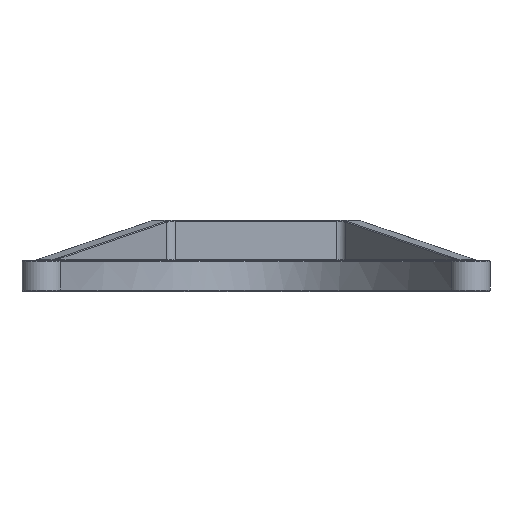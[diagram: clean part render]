
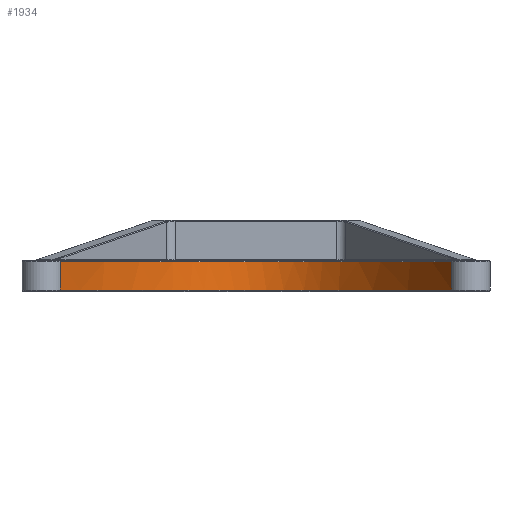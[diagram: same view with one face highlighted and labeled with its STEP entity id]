
A CAD part, top view. The second image highlights one B-rep face of the part: STEP entity #1934.
In plain terms, the highlighted free-form (B-spline) face has degree [2, 1] with [3, 2] control points.
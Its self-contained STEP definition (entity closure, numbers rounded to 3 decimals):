
#75=B_SPLINE_SURFACE_WITH_KNOTS('',2,1,((#4313,#4314),(#4315,#4316),(#4317,
#4318)),.UNSPECIFIED.,.F.,.F.,.F.,(3,3),(2,2),(1.,2.),(0.,1.5),
 .UNSPECIFIED.);
#99=B_SPLINE_CURVE_WITH_KNOTS('',3,(#4042,#4043,#4044,#4045,#4046,#4047,
#4048,#4049,#4050,#4051,#4052,#4053,#4054,#4055,#4056,#4057),
 .UNSPECIFIED.,.F.,.F.,(4,1,1,1,1,1,1,1,1,1,1,1,1,4),(0.,
3.896,5.844,7.792,10.389,11.687,
12.986,14.284,15.583,16.882,19.479,
20.777,23.375,27.27),.UNSPECIFIED.);
#102=B_SPLINE_CURVE_WITH_KNOTS('',3,(#4293,#4294,#4295,#4296,#4297,#4298,
#4299,#4300,#4301,#4302,#4303,#4304,#4305,#4306,#4307,#4308,#4309),
 .UNSPECIFIED.,.F.,.F.,(4,1,1,1,1,1,1,1,1,1,1,1,1,1,4),(-27.27,
-23.375,-20.777,-19.479,-16.882,-15.583,
-14.284,-12.986,-11.687,-10.389,
-9.09,-7.792,-5.844,-3.896,
0.),.UNSPECIFIED.);
#264=FACE_OUTER_BOUND('',#405,.T.);
#405=EDGE_LOOP('',(#1716,#1717,#1718,#1719));
#499=LINE('',#4085,#592);
#501=LINE('',#4312,#594);
#592=VECTOR('',#2810,10.);
#594=VECTOR('',#2836,10.);
#901=VERTEX_POINT('',#3825);
#906=VERTEX_POINT('',#3959);
#910=VERTEX_POINT('',#4084);
#912=VERTEX_POINT('',#4205);
#1171=EDGE_CURVE('',#906,#901,#99,.T.);
#1177=EDGE_CURVE('',#910,#901,#499,.T.);
#1187=EDGE_CURVE('',#910,#912,#102,.T.);
#1189=EDGE_CURVE('',#912,#906,#501,.T.);
#1716=ORIENTED_EDGE('',*,*,#1171,.F.);
#1717=ORIENTED_EDGE('',*,*,#1189,.F.);
#1718=ORIENTED_EDGE('',*,*,#1187,.F.);
#1719=ORIENTED_EDGE('',*,*,#1177,.T.);
#1934=ADVANCED_FACE('',(#264),#75,.T.);
#2810=DIRECTION('',(0.,1.,0.));
#2836=DIRECTION('',(0.,1.,0.));
#3825=CARTESIAN_POINT('',(96.24,14.5,109.823));
#3959=CARTESIAN_POINT('',(-96.24,14.5,109.823));
#4042=CARTESIAN_POINT('Ctrl Pts',(-96.24,14.5,109.823));
#4043=CARTESIAN_POINT('Ctrl Pts',(-89.984,14.5,98.459));
#4044=CARTESIAN_POINT('Ctrl Pts',(-79.944,14.5,81.815));
#4045=CARTESIAN_POINT('Ctrl Pts',(-64.375,14.5,61.039));
#4046=CARTESIAN_POINT('Ctrl Pts',(-49.848,14.5,45.053));
#4047=CARTESIAN_POINT('Ctrl Pts',(-34.636,14.5,32.806));
#4048=CARTESIAN_POINT('Ctrl Pts',(-19.041,14.5,25.361));
#4049=CARTESIAN_POINT('Ctrl Pts',(-6.458,14.5,22.281));
#4050=CARTESIAN_POINT('Ctrl Pts',(6.504,14.5,22.289));
#4051=CARTESIAN_POINT('Ctrl Pts',(19.086,14.5,25.377));
#4052=CARTESIAN_POINT('Ctrl Pts',(34.672,14.5,32.829));
#4053=CARTESIAN_POINT('Ctrl Pts',(48.196,14.5,43.722));
#4054=CARTESIAN_POINT('Ctrl Pts',(63.063,14.5,59.394));
#4055=CARTESIAN_POINT('Ctrl Pts',(78.848,14.5,80.006));
#4056=CARTESIAN_POINT('Ctrl Pts',(89.984,14.5,98.459));
#4057=CARTESIAN_POINT('Ctrl Pts',(96.24,14.5,109.823));
#4084=CARTESIAN_POINT('',(96.24,0.5,109.823));
#4085=CARTESIAN_POINT('',(96.24,0.,109.823));
#4205=CARTESIAN_POINT('',(-96.24,0.5,109.823));
#4293=CARTESIAN_POINT('Ctrl Pts',(96.24,0.5,109.823));
#4294=CARTESIAN_POINT('Ctrl Pts',(89.984,0.5,98.459));
#4295=CARTESIAN_POINT('Ctrl Pts',(78.848,0.5,80.006));
#4296=CARTESIAN_POINT('Ctrl Pts',(63.063,0.5,59.394));
#4297=CARTESIAN_POINT('Ctrl Pts',(48.196,0.5,43.721));
#4298=CARTESIAN_POINT('Ctrl Pts',(34.672,0.5,32.83));
#4299=CARTESIAN_POINT('Ctrl Pts',(19.086,0.5,25.376));
#4300=CARTESIAN_POINT('Ctrl Pts',(6.504,0.5,22.29));
#4301=CARTESIAN_POINT('Ctrl Pts',(-6.457,0.5,22.278));
#4302=CARTESIAN_POINT('Ctrl Pts',(-19.043,0.5,25.367));
#4303=CARTESIAN_POINT('Ctrl Pts',(-30.732,0.5,30.933));
#4304=CARTESIAN_POINT('Ctrl Pts',(-41.403,0.5,38.262));
#4305=CARTESIAN_POINT('Ctrl Pts',(-52.748,0.5,48.238));
#4306=CARTESIAN_POINT('Ctrl Pts',(-64.377,0.5,61.045));
#4307=CARTESIAN_POINT('Ctrl Pts',(-79.942,0.5,81.81));
#4308=CARTESIAN_POINT('Ctrl Pts',(-89.984,0.5,98.459));
#4309=CARTESIAN_POINT('Ctrl Pts',(-96.24,0.5,109.823));
#4312=CARTESIAN_POINT('',(-96.24,0.,109.823));
#4313=CARTESIAN_POINT('Ctrl Pts',(-96.24,0.,109.823));
#4314=CARTESIAN_POINT('Ctrl Pts',(-96.24,15.,109.823));
#4315=CARTESIAN_POINT('Ctrl Pts',(0.,0.,-65.));
#4316=CARTESIAN_POINT('Ctrl Pts',(0.,15.,-65.));
#4317=CARTESIAN_POINT('Ctrl Pts',(96.24,0.,109.823));
#4318=CARTESIAN_POINT('Ctrl Pts',(96.24,15.,109.823));
